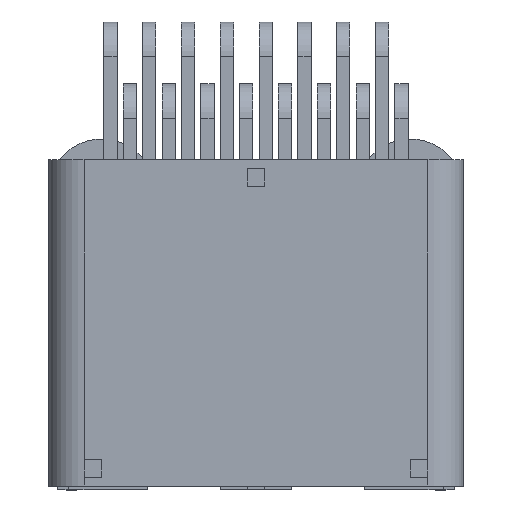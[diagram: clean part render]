
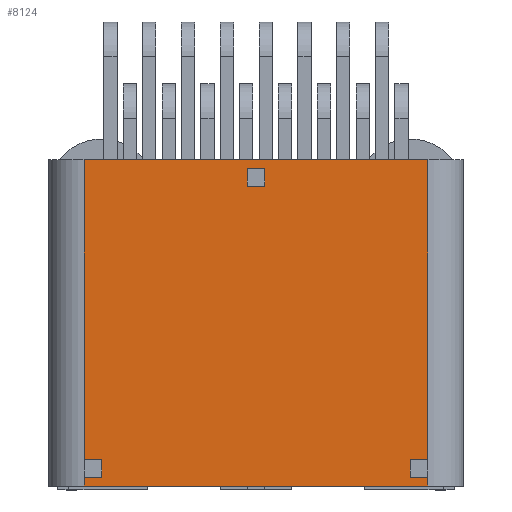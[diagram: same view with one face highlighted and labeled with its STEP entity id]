
A CAD part, top view. The second image highlights one B-rep face of the part: STEP entity #8124.
In plain terms, the highlighted planar face has unit normal (0, 0, 1).
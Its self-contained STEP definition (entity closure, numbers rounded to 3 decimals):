
#344=FACE_BOUND('',#1211,.T.);
#364=PLANE('',#8589);
#748=FACE_OUTER_BOUND('',#1210,.T.);
#1210=EDGE_LOOP('',(#6114,#6115,#6116,#6117,#6118,#6119,#6120,#6121,#6122,
#6123,#6124,#6125));
#1211=EDGE_LOOP('',(#6126,#6127,#6128,#6129));
#1742=LINE('',#11457,#2803);
#1837=LINE('',#11659,#2898);
#1923=LINE('',#11834,#2984);
#1924=LINE('',#11836,#2985);
#1925=LINE('',#11838,#2986);
#1926=LINE('',#11840,#2987);
#1927=LINE('',#11841,#2988);
#1928=LINE('',#11843,#2989);
#1929=LINE('',#11845,#2990);
#1930=LINE('',#11847,#2991);
#1931=LINE('',#11849,#2992);
#1932=LINE('',#11850,#2993);
#1933=LINE('',#11853,#2994);
#1934=LINE('',#11855,#2995);
#1935=LINE('',#11857,#2996);
#1936=LINE('',#11858,#2997);
#2803=VECTOR('',#9240,1000.);
#2898=VECTOR('',#9357,1000.);
#2984=VECTOR('',#9471,1000.);
#2985=VECTOR('',#9472,1000.);
#2986=VECTOR('',#9473,1000.);
#2987=VECTOR('',#9474,1000.);
#2988=VECTOR('',#9475,1000.);
#2989=VECTOR('',#9476,1000.);
#2990=VECTOR('',#9477,1000.);
#2991=VECTOR('',#9478,1000.);
#2992=VECTOR('',#9479,1000.);
#2993=VECTOR('',#9480,1000.);
#2994=VECTOR('',#9481,1000.);
#2995=VECTOR('',#9482,1000.);
#2996=VECTOR('',#9483,1000.);
#2997=VECTOR('',#9484,1000.);
#3965=VERTEX_POINT('',#11454);
#3966=VERTEX_POINT('',#11456);
#4061=VERTEX_POINT('',#11656);
#4062=VERTEX_POINT('',#11658);
#4137=VERTEX_POINT('',#11833);
#4138=VERTEX_POINT('',#11835);
#4139=VERTEX_POINT('',#11837);
#4140=VERTEX_POINT('',#11839);
#4141=VERTEX_POINT('',#11842);
#4142=VERTEX_POINT('',#11844);
#4143=VERTEX_POINT('',#11846);
#4144=VERTEX_POINT('',#11848);
#4145=VERTEX_POINT('',#11851);
#4146=VERTEX_POINT('',#11852);
#4147=VERTEX_POINT('',#11854);
#4148=VERTEX_POINT('',#11856);
#4736=EDGE_CURVE('',#3966,#3965,#1742,.T.);
#4836=EDGE_CURVE('',#4062,#4061,#1837,.T.);
#4927=EDGE_CURVE('',#3965,#4137,#1923,.T.);
#4928=EDGE_CURVE('',#4138,#4137,#1924,.T.);
#4929=EDGE_CURVE('',#4139,#4138,#1925,.T.);
#4930=EDGE_CURVE('',#4139,#4140,#1926,.T.);
#4931=EDGE_CURVE('',#4062,#4140,#1927,.T.);
#4932=EDGE_CURVE('',#4061,#4141,#1928,.T.);
#4933=EDGE_CURVE('',#4142,#4141,#1929,.T.);
#4934=EDGE_CURVE('',#4143,#4142,#1930,.T.);
#4935=EDGE_CURVE('',#4144,#4143,#1931,.T.);
#4936=EDGE_CURVE('',#4144,#3966,#1932,.T.);
#4937=EDGE_CURVE('',#4145,#4146,#1933,.T.);
#4938=EDGE_CURVE('',#4147,#4145,#1934,.T.);
#4939=EDGE_CURVE('',#4148,#4147,#1935,.T.);
#4940=EDGE_CURVE('',#4146,#4148,#1936,.T.);
#6114=ORIENTED_EDGE('',*,*,#4736,.T.);
#6115=ORIENTED_EDGE('',*,*,#4927,.T.);
#6116=ORIENTED_EDGE('',*,*,#4928,.F.);
#6117=ORIENTED_EDGE('',*,*,#4929,.F.);
#6118=ORIENTED_EDGE('',*,*,#4930,.T.);
#6119=ORIENTED_EDGE('',*,*,#4931,.F.);
#6120=ORIENTED_EDGE('',*,*,#4836,.T.);
#6121=ORIENTED_EDGE('',*,*,#4932,.T.);
#6122=ORIENTED_EDGE('',*,*,#4933,.F.);
#6123=ORIENTED_EDGE('',*,*,#4934,.F.);
#6124=ORIENTED_EDGE('',*,*,#4935,.F.);
#6125=ORIENTED_EDGE('',*,*,#4936,.T.);
#6126=ORIENTED_EDGE('',*,*,#4937,.F.);
#6127=ORIENTED_EDGE('',*,*,#4938,.F.);
#6128=ORIENTED_EDGE('',*,*,#4939,.F.);
#6129=ORIENTED_EDGE('',*,*,#4940,.F.);
#8124=ADVANCED_FACE('',(#748,#344),#364,.F.);
#8589=AXIS2_PLACEMENT_3D('',#11832,#9469,#9470);
#9240=DIRECTION('',(-1.,0.,0.));
#9357=DIRECTION('',(1.,0.,0.));
#9469=DIRECTION('center_axis',(0.,0.,-1.));
#9470=DIRECTION('ref_axis',(0.,1.,0.));
#9471=DIRECTION('',(0.,-1.,0.));
#9472=DIRECTION('',(-1.,0.,0.));
#9473=DIRECTION('',(0.,1.,0.));
#9474=DIRECTION('',(-1.,0.,0.));
#9475=DIRECTION('',(0.,1.,0.));
#9476=DIRECTION('',(0.,1.,0.));
#9477=DIRECTION('',(1.,0.,0.));
#9478=DIRECTION('',(0.,-1.,0.));
#9479=DIRECTION('',(-1.,0.,0.));
#9480=DIRECTION('',(0.,1.,0.));
#9481=DIRECTION('',(0.,-1.,0.));
#9482=DIRECTION('',(-1.,0.,0.));
#9483=DIRECTION('',(0.,1.,0.));
#9484=DIRECTION('',(1.,0.,0.));
#11454=CARTESIAN_POINT('',(-9.75,1.8,15.9));
#11456=CARTESIAN_POINT('',(9.75,1.8,15.9));
#11457=CARTESIAN_POINT('',(11.75,1.8,15.9));
#11656=CARTESIAN_POINT('',(9.75,-16.7,15.9));
#11658=CARTESIAN_POINT('',(-9.75,-16.7,15.9));
#11659=CARTESIAN_POINT('',(11.75,-16.7,15.9));
#11832=CARTESIAN_POINT('Origin',(11.75,-16.7,15.9));
#11833=CARTESIAN_POINT('',(-9.75,-15.2,15.9));
#11834=CARTESIAN_POINT('',(-9.75,-16.7,15.9));
#11835=CARTESIAN_POINT('',(-8.75,-15.2,15.9));
#11836=CARTESIAN_POINT('',(-9.75,-15.2,15.9));
#11837=CARTESIAN_POINT('',(-8.75,-16.2,15.9));
#11838=CARTESIAN_POINT('',(-8.75,-16.2,15.9));
#11839=CARTESIAN_POINT('',(-9.75,-16.2,15.9));
#11840=CARTESIAN_POINT('',(11.75,-16.2,15.9));
#11841=CARTESIAN_POINT('',(-9.75,-16.45,15.9));
#11842=CARTESIAN_POINT('',(9.75,-16.2,15.9));
#11843=CARTESIAN_POINT('',(9.75,-16.45,15.9));
#11844=CARTESIAN_POINT('',(8.75,-16.2,15.9));
#11845=CARTESIAN_POINT('',(9.75,-16.2,15.9));
#11846=CARTESIAN_POINT('',(8.75,-15.2,15.9));
#11847=CARTESIAN_POINT('',(8.75,-16.2,15.9));
#11848=CARTESIAN_POINT('',(9.75,-15.2,15.9));
#11849=CARTESIAN_POINT('',(9.75,-15.2,15.9));
#11850=CARTESIAN_POINT('',(9.75,1.8,15.9));
#11851=CARTESIAN_POINT('',(-0.5,1.3,15.9));
#11852=CARTESIAN_POINT('',(-0.5,0.3,15.9));
#11853=CARTESIAN_POINT('',(-0.5,1.3,15.9));
#11854=CARTESIAN_POINT('',(0.5,1.3,15.9));
#11855=CARTESIAN_POINT('',(-0.5,1.3,15.9));
#11856=CARTESIAN_POINT('',(0.5,0.3,15.9));
#11857=CARTESIAN_POINT('',(0.5,1.3,15.9));
#11858=CARTESIAN_POINT('',(-0.5,0.3,15.9));
